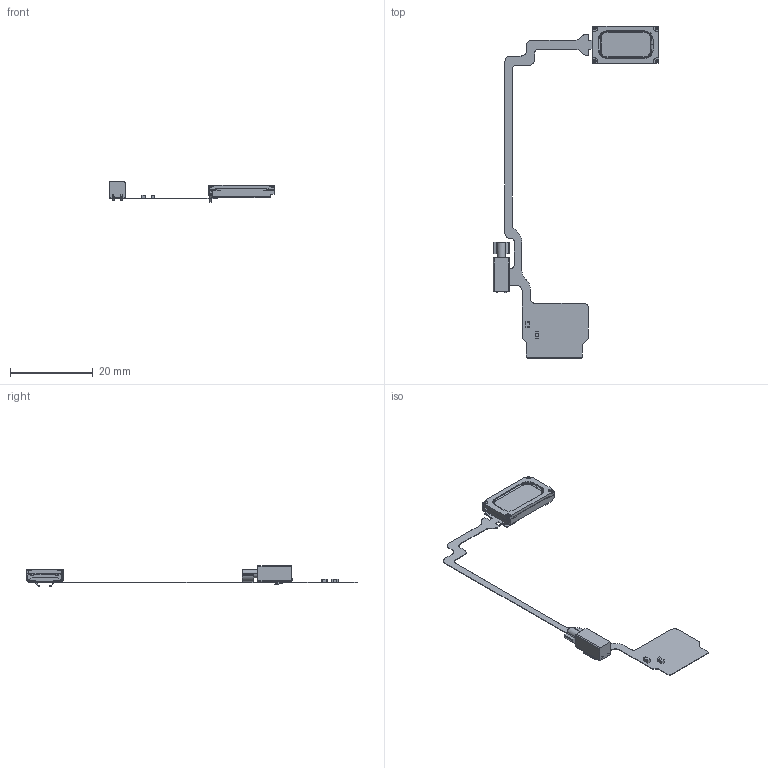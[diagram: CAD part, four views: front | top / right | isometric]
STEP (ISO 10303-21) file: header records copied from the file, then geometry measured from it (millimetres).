
FILE_DESCRIPTION(('Open CASCADE Model'),'2;1');
FILE_NAME('Open CASCADE Shape Model','2020-12-25T03:30:14',('Author'),( 'Open CASCADE'),'Open CASCADE STEP processor 6.8','Open CASCADE 6.8' ,'Unknown');
FILE_SCHEMA(('AUTOMOTIVE_DESIGN { 1 0 10303 214 1 1 1 1 }'));
Length unit declared in the file: millimetre
Products named in the file (13): PCB; Boardbt-fpc-pvt2b; Open CASCADE STEP translator 6.8 1.1.1; P3bt-fpc-pvt2b; vibe_motor_jinlong_Z32th7b2882001d_RGB4408131; P2bt-fpc-pvt2b; CUI_CMS-16093-076S-67; J3bt-fpc-pvt2b; 6335917136; Extruded; 6335917376; J2bt-fpc-pvt2b
Assembly tree (16 placements, depth 4):
  PCB
    Boardbt-fpc-pvt2b
      Open CASCADE STEP translator 6.8 1.1.1
    P3bt-fpc-pvt2b
      vibe_motor_jinlong_Z32th7b2882001d_RGB4408131
    P2bt-fpc-pvt2b
      CUI_CMS-16093-076S-67
    J3bt-fpc-pvt2b
      6335917136
        Extruded
      6335917376  x2
        Extruded
    J2bt-fpc-pvt2b
      6335917136
        Extruded
      6335917376  x2
        Extruded
Bounding box: 39.98 x 80.1 x 4.94 mm (x, y, z)
Volume: 404.3 mm3; surface area: 2046 mm2
Topology: 14 solids, 14 shells, 992 faces, 2586 edges, 1611 vertices
Faces by surface type: plane 422, bspline 403, cylinder 151, cone 12, torus 4
Entity records: 38015 total; most frequent: CARTESIAN_POINT 15984, ORIENTED_EDGE 5076, DIRECTION 3131, EDGE_CURVE 2538, VERTEX_POINT 1579, LINE 1375, VECTOR 1375, FACE_BOUND 989
